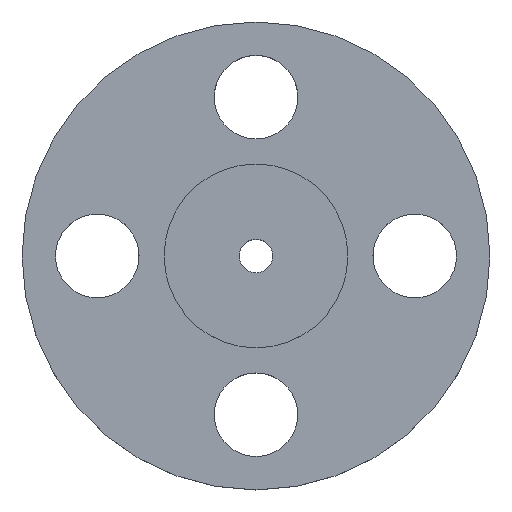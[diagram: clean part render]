
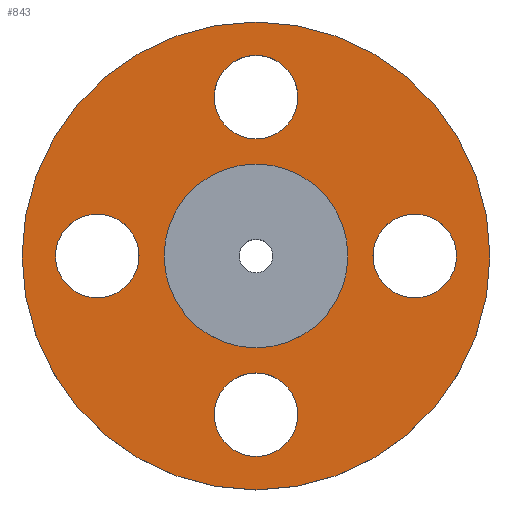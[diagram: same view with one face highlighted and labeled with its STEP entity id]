
A CAD part, top view. The second image highlights one B-rep face of the part: STEP entity #843.
In plain terms, the highlighted planar face has unit normal (0, 0, 1).
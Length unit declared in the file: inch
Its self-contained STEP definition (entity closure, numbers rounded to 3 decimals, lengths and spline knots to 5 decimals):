
#1 = CARTESIAN_POINT ( 'NONE',  ( 0., 1.1875, -0.0625 ) ) ;
#16 = DIRECTION ( 'NONE',  ( 0., 0., 1. ) ) ;
#21 = EDGE_CURVE ( 'NONE', #652, #131, #586, .T. ) ;
#31 = DIRECTION ( 'NONE',  ( 1., 0., 0. ) ) ;
#33 = FACE_BOUND ( 'NONE', #403, .T. ) ;
#47 = VERTEX_POINT ( 'NONE', #526 ) ;
#49 = DIRECTION ( 'NONE',  ( -1., 0., 0. ) ) ;
#63 = EDGE_LOOP ( 'NONE', ( #255, #379 ) ) ;
#70 = CIRCLE ( 'NONE', #420, 0.3125 ) ;
#80 = EDGE_CURVE ( 'NONE', #47, #289, #858, .T. ) ;
#85 = DIRECTION ( 'NONE',  ( 1., 0., 0. ) ) ;
#98 = DIRECTION ( 'NONE',  ( 0., 0., -1. ) ) ;
#99 = CARTESIAN_POINT ( 'NONE',  ( -0.3125, 1.1875, -0.0625 ) ) ;
#107 = CARTESIAN_POINT ( 'NONE',  ( 0., 0., -0.0625 ) ) ;
#118 = EDGE_LOOP ( 'NONE', ( #330, #821 ) ) ;
#120 = DIRECTION ( 'NONE',  ( -1., 0., 0. ) ) ;
#128 = AXIS2_PLACEMENT_3D ( 'NONE', #734, #98, #822 ) ;
#131 = VERTEX_POINT ( 'NONE', #588 ) ;
#133 = EDGE_LOOP ( 'NONE', ( #758, #339 ) ) ;
#135 = DIRECTION ( 'NONE',  ( 0., 0., 1. ) ) ;
#141 = EDGE_CURVE ( 'NONE', #462, #716, #360, .T. ) ;
#150 = CARTESIAN_POINT ( 'NONE',  ( -0.3125, -1.1875, -0.0625 ) ) ;
#153 = CARTESIAN_POINT ( 'NONE',  ( 0., 1.1875, -0.0625 ) ) ;
#156 = FACE_BOUND ( 'NONE', #63, .T. ) ;
#166 = ORIENTED_EDGE ( 'NONE', *, *, #80, .F. ) ;
#169 = EDGE_CURVE ( 'NONE', #497, #608, #810, .T. ) ;
#173 = CIRCLE ( 'NONE', #656, 0.3125 ) ;
#183 = ORIENTED_EDGE ( 'NONE', *, *, #398, .F. ) ;
#191 = DIRECTION ( 'NONE',  ( 0., 0., 1. ) ) ;
#237 = CARTESIAN_POINT ( 'NONE',  ( 0., -1.1875, -0.0625 ) ) ;
#239 = ORIENTED_EDGE ( 'NONE', *, *, #311, .T. ) ;
#242 = AXIS2_PLACEMENT_3D ( 'NONE', #693, #438, #49 ) ;
#251 = ORIENTED_EDGE ( 'NONE', *, *, #805, .T. ) ;
#255 = ORIENTED_EDGE ( 'NONE', *, *, #141, .F. ) ;
#265 = AXIS2_PLACEMENT_3D ( 'NONE', #590, #400, #595 ) ;
#272 = DIRECTION ( 'NONE',  ( 1., 0., 0. ) ) ;
#274 = DIRECTION ( 'NONE',  ( 0., 0., 1. ) ) ;
#275 = CARTESIAN_POINT ( 'NONE',  ( 0., 0., -0.0625 ) ) ;
#281 = DIRECTION ( 'NONE',  ( 0., 0., 1. ) ) ;
#286 = CARTESIAN_POINT ( 'NONE',  ( 0.875, 0., -0.0625 ) ) ;
#289 = VERTEX_POINT ( 'NONE', #455 ) ;
#291 = CIRCLE ( 'NONE', #485, 0.6875 ) ;
#295 = CIRCLE ( 'NONE', #565, 1.75 ) ;
#298 = VERTEX_POINT ( 'NONE', #444 ) ;
#311 = EDGE_CURVE ( 'NONE', #448, #298, #558, .T. ) ;
#315 = CIRCLE ( 'NONE', #242, 0.3125 ) ;
#319 = CARTESIAN_POINT ( 'NONE',  ( -1.75, 0., -0.0625 ) ) ;
#330 = ORIENTED_EDGE ( 'NONE', *, *, #335, .F. ) ;
#332 = CARTESIAN_POINT ( 'NONE',  ( 0.3125, 1.1875, -0.0625 ) ) ;
#335 = EDGE_CURVE ( 'NONE', #647, #532, #70, .T. ) ;
#339 = ORIENTED_EDGE ( 'NONE', *, *, #169, .F. ) ;
#341 = AXIS2_PLACEMENT_3D ( 'NONE', #603, #274, #85 ) ;
#357 = DIRECTION ( 'NONE',  ( 0., 0., 1. ) ) ;
#360 = CIRCLE ( 'NONE', #572, 0.3125 ) ;
#379 = ORIENTED_EDGE ( 'NONE', *, *, #495, .F. ) ;
#393 = DIRECTION ( 'NONE',  ( 0., -1., 0. ) ) ;
#398 = EDGE_CURVE ( 'NONE', #131, #652, #685, .T. ) ;
#400 = DIRECTION ( 'NONE',  ( 0., 0., 1. ) ) ;
#403 = EDGE_LOOP ( 'NONE', ( #183, #592 ) ) ;
#405 = AXIS2_PLACEMENT_3D ( 'NONE', #635, #505, #848 ) ;
#420 = AXIS2_PLACEMENT_3D ( 'NONE', #709, #191, #120 ) ;
#434 = DIRECTION ( 'NONE',  ( 0., 1., 0. ) ) ;
#438 = DIRECTION ( 'NONE',  ( 0., 0., 1. ) ) ;
#439 = DIRECTION ( 'NONE',  ( 0., 0., 1. ) ) ;
#444 = CARTESIAN_POINT ( 'NONE',  ( 1.75, 0., -0.0625 ) ) ;
#448 = VERTEX_POINT ( 'NONE', #319 ) ;
#454 = EDGE_LOOP ( 'NONE', ( #465, #166 ) ) ;
#455 = CARTESIAN_POINT ( 'NONE',  ( 0.6875, 0., -0.0625 ) ) ;
#462 = VERTEX_POINT ( 'NONE', #332 ) ;
#465 = ORIENTED_EDGE ( 'NONE', *, *, #623, .F. ) ;
#485 = AXIS2_PLACEMENT_3D ( 'NONE', #107, #568, #31 ) ;
#495 = EDGE_CURVE ( 'NONE', #716, #462, #173, .T. ) ;
#497 = VERTEX_POINT ( 'NONE', #150 ) ;
#501 = DIRECTION ( 'NONE',  ( 0., 1., 0. ) ) ;
#505 = DIRECTION ( 'NONE',  ( 0., 0., 1. ) ) ;
#508 = PLANE ( 'NONE',  #128 ) ;
#509 = AXIS2_PLACEMENT_3D ( 'NONE', #237, #357, #501 ) ;
#526 = CARTESIAN_POINT ( 'NONE',  ( -0.6875, 0., -0.0625 ) ) ;
#531 = CARTESIAN_POINT ( 'NONE',  ( 0., 0., -0.0625 ) ) ;
#532 = VERTEX_POINT ( 'NONE', #286 ) ;
#558 = CIRCLE ( 'NONE', #405, 1.75 ) ;
#562 = FACE_BOUND ( 'NONE', #118, .T. ) ;
#565 = AXIS2_PLACEMENT_3D ( 'NONE', #275, #16, #739 ) ;
#568 = DIRECTION ( 'NONE',  ( 0., 0., 1. ) ) ;
#572 = AXIS2_PLACEMENT_3D ( 'NONE', #1, #135, #393 ) ;
#586 = CIRCLE ( 'NONE', #341, 0.3125 ) ;
#588 = CARTESIAN_POINT ( 'NONE',  ( -0.875, 0., -0.0625 ) ) ;
#590 = CARTESIAN_POINT ( 'NONE',  ( -1.1875, 0., -0.0625 ) ) ;
#592 = ORIENTED_EDGE ( 'NONE', *, *, #21, .F. ) ;
#595 = DIRECTION ( 'NONE',  ( 1., 0., 0. ) ) ;
#603 = CARTESIAN_POINT ( 'NONE',  ( -1.1875, 0., -0.0625 ) ) ;
#608 = VERTEX_POINT ( 'NONE', #784 ) ;
#623 = EDGE_CURVE ( 'NONE', #289, #47, #291, .T. ) ;
#626 = CARTESIAN_POINT ( 'NONE',  ( 1.5, 0., -0.0625 ) ) ;
#627 = AXIS2_PLACEMENT_3D ( 'NONE', #531, #807, #272 ) ;
#635 = CARTESIAN_POINT ( 'NONE',  ( 0., 0., -0.0625 ) ) ;
#647 = VERTEX_POINT ( 'NONE', #626 ) ;
#652 = VERTEX_POINT ( 'NONE', #749 ) ;
#656 = AXIS2_PLACEMENT_3D ( 'NONE', #153, #281, #834 ) ;
#668 = AXIS2_PLACEMENT_3D ( 'NONE', #819, #439, #434 ) ;
#676 = EDGE_CURVE ( 'NONE', #532, #647, #315, .T. ) ;
#678 = CIRCLE ( 'NONE', #509, 0.3125 ) ;
#685 = CIRCLE ( 'NONE', #265, 0.3125 ) ;
#686 = EDGE_LOOP ( 'NONE', ( #251, #239 ) ) ;
#693 = CARTESIAN_POINT ( 'NONE',  ( 1.1875, 0., -0.0625 ) ) ;
#698 = FACE_BOUND ( 'NONE', #454, .T. ) ;
#709 = CARTESIAN_POINT ( 'NONE',  ( 1.1875, 0., -0.0625 ) ) ;
#716 = VERTEX_POINT ( 'NONE', #99 ) ;
#734 = CARTESIAN_POINT ( 'NONE',  ( 0., 0.6875, -0.0625 ) ) ;
#739 = DIRECTION ( 'NONE',  ( 1., 0., 0. ) ) ;
#749 = CARTESIAN_POINT ( 'NONE',  ( -1.5, 0., -0.0625 ) ) ;
#758 = ORIENTED_EDGE ( 'NONE', *, *, #832, .F. ) ;
#765 = FACE_BOUND ( 'NONE', #133, .T. ) ;
#784 = CARTESIAN_POINT ( 'NONE',  ( 0.3125, -1.1875, -0.0625 ) ) ;
#805 = EDGE_CURVE ( 'NONE', #298, #448, #295, .T. ) ;
#807 = DIRECTION ( 'NONE',  ( 0., 0., 1. ) ) ;
#810 = CIRCLE ( 'NONE', #668, 0.3125 ) ;
#819 = CARTESIAN_POINT ( 'NONE',  ( 0., -1.1875, -0.0625 ) ) ;
#821 = ORIENTED_EDGE ( 'NONE', *, *, #676, .F. ) ;
#822 = DIRECTION ( 'NONE',  ( -1., 0., 0. ) ) ;
#832 = EDGE_CURVE ( 'NONE', #608, #497, #678, .T. ) ;
#834 = DIRECTION ( 'NONE',  ( 0., -1., 0. ) ) ;
#843 = ADVANCED_FACE ( 'NONE', ( #156, #562, #765, #33, #698, #849 ), #508, .F. ) ;
#848 = DIRECTION ( 'NONE',  ( 1., 0., 0. ) ) ;
#849 = FACE_OUTER_BOUND ( 'NONE', #686, .T. ) ;
#858 = CIRCLE ( 'NONE', #627, 0.6875 ) ;
